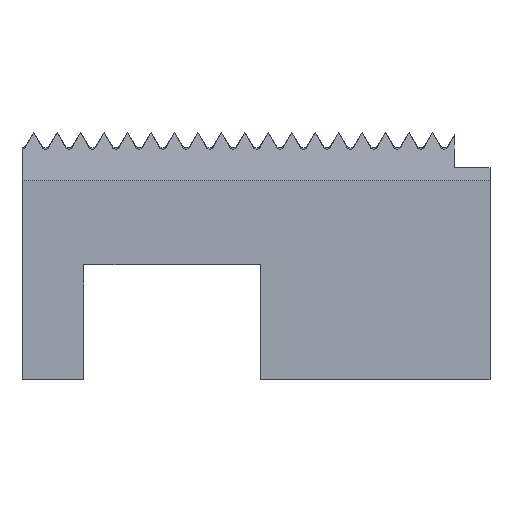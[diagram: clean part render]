
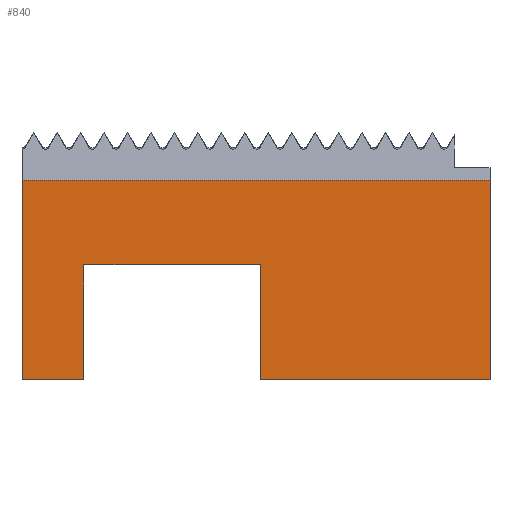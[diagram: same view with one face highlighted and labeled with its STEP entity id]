
A CAD part, top view. The second image highlights one B-rep face of the part: STEP entity #840.
In plain terms, the highlighted planar face has unit normal (0, 0, 1).
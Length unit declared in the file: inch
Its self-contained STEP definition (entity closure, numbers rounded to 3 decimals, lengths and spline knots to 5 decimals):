
#39 = CARTESIAN_POINT ( 'NONE',  ( 0.219, 0., 0.06 ) ) ;
#79 = VECTOR ( 'NONE', #902, 39.37008 ) ;
#144 = DIRECTION ( 'NONE',  ( -1., 0., 0. ) ) ;
#145 = LINE ( 'NONE', #1003, #2718 ) ;
#181 = VERTEX_POINT ( 'NONE', #1612 ) ;
#250 = VECTOR ( 'NONE', #2379, 39.37008 ) ;
#361 = DIRECTION ( 'NONE',  ( 1., 0., 0. ) ) ;
#457 = ORIENTED_EDGE ( 'NONE', *, *, #1495, .T. ) ;
#461 = ORIENTED_EDGE ( 'NONE', *, *, #505, .F. ) ;
#500 = VERTEX_POINT ( 'NONE', #702 ) ;
#505 = EDGE_CURVE ( 'NONE', #500, #1908, #1336, .T. ) ;
#562 = EDGE_CURVE ( 'NONE', #2131, #967, #1389, .T. ) ;
#578 = CARTESIAN_POINT ( 'NONE',  ( 0., 0., 0.06 ) ) ;
#607 = EDGE_LOOP ( 'NONE', ( #2096, #1124, #917, #2597, #872, #457, #461, #2796 ) ) ;
#702 = CARTESIAN_POINT ( 'NONE',  ( 0., 0.70486, 0.06 ) ) ;
#712 = VECTOR ( 'NONE', #2321, 39.37008 ) ;
#780 = EDGE_CURVE ( 'NONE', #2047, #993, #2558, .T. ) ;
#798 = CARTESIAN_POINT ( 'NONE',  ( 0.219, 0., 0.06 ) ) ;
#840 = ADVANCED_FACE ( 'NONE', ( #1652 ), #1032, .F. ) ;
#847 = CARTESIAN_POINT ( 'NONE',  ( 1.656, 0.70486, 0.06 ) ) ;
#872 = ORIENTED_EDGE ( 'NONE', *, *, #990, .T. ) ;
#902 = DIRECTION ( 'NONE',  ( 1., 0., 0. ) ) ;
#917 = ORIENTED_EDGE ( 'NONE', *, *, #780, .F. ) ;
#967 = VERTEX_POINT ( 'NONE', #798 ) ;
#990 = EDGE_CURVE ( 'NONE', #1922, #181, #2559, .T. ) ;
#993 = VERTEX_POINT ( 'NONE', #2313 ) ;
#1003 = CARTESIAN_POINT ( 'NONE',  ( 0.844, 0., 0.06 ) ) ;
#1019 = EDGE_CURVE ( 'NONE', #1922, #2047, #145, .T. ) ;
#1032 = PLANE ( 'NONE',  #1761 ) ;
#1052 = CARTESIAN_POINT ( 'NONE',  ( 0.844, 0.406, 0.06 ) ) ;
#1074 = CARTESIAN_POINT ( 'NONE',  ( 1.656, 0., 0.06 ) ) ;
#1124 = ORIENTED_EDGE ( 'NONE', *, *, #1565, .F. ) ;
#1141 = LINE ( 'NONE', #39, #1539 ) ;
#1179 = VECTOR ( 'NONE', #1850, 39.37008 ) ;
#1196 = DIRECTION ( 'NONE',  ( 1., 0., 0. ) ) ;
#1238 = DIRECTION ( 'NONE',  ( 0., 0., -1. ) ) ;
#1336 = LINE ( 'NONE', #2470, #79 ) ;
#1389 = LINE ( 'NONE', #1433, #2359 ) ;
#1433 = CARTESIAN_POINT ( 'NONE',  ( 0., 0., 0.06 ) ) ;
#1495 = EDGE_CURVE ( 'NONE', #181, #1908, #2194, .T. ) ;
#1539 = VECTOR ( 'NONE', #1587, 39.37008 ) ;
#1565 = EDGE_CURVE ( 'NONE', #993, #967, #1141, .T. ) ;
#1587 = DIRECTION ( 'NONE',  ( 0., -1., 0. ) ) ;
#1612 = CARTESIAN_POINT ( 'NONE',  ( 1.656, 0., 0.06 ) ) ;
#1614 = LINE ( 'NONE', #2490, #712 ) ;
#1652 = FACE_OUTER_BOUND ( 'NONE', #607, .T. ) ;
#1761 = AXIS2_PLACEMENT_3D ( 'NONE', #2527, #1238, #144 ) ;
#1790 = EDGE_CURVE ( 'NONE', #500, #2131, #1614, .T. ) ;
#1850 = DIRECTION ( 'NONE',  ( -1., 0., 0. ) ) ;
#1879 = CARTESIAN_POINT ( 'NONE',  ( 0.219, 0.406, 0.06 ) ) ;
#1908 = VERTEX_POINT ( 'NONE', #847 ) ;
#1922 = VERTEX_POINT ( 'NONE', #2389 ) ;
#2047 = VERTEX_POINT ( 'NONE', #1052 ) ;
#2096 = ORIENTED_EDGE ( 'NONE', *, *, #562, .T. ) ;
#2131 = VERTEX_POINT ( 'NONE', #578 ) ;
#2136 = CARTESIAN_POINT ( 'NONE',  ( 0., 0., 0.06 ) ) ;
#2194 = LINE ( 'NONE', #1074, #250 ) ;
#2313 = CARTESIAN_POINT ( 'NONE',  ( 0.219, 0.406, 0.06 ) ) ;
#2321 = DIRECTION ( 'NONE',  ( 0., -1., 0. ) ) ;
#2359 = VECTOR ( 'NONE', #1196, 39.37008 ) ;
#2379 = DIRECTION ( 'NONE',  ( 0., 1., 0. ) ) ;
#2389 = CARTESIAN_POINT ( 'NONE',  ( 0.844, 0., 0.06 ) ) ;
#2470 = CARTESIAN_POINT ( 'NONE',  ( 0., 0.70486, 0.06 ) ) ;
#2490 = CARTESIAN_POINT ( 'NONE',  ( 0., 0., 0.06 ) ) ;
#2527 = CARTESIAN_POINT ( 'NONE',  ( 0., 0.875, 0.06 ) ) ;
#2558 = LINE ( 'NONE', #1879, #1179 ) ;
#2559 = LINE ( 'NONE', #2136, #2814 ) ;
#2570 = DIRECTION ( 'NONE',  ( 0., 1., 0. ) ) ;
#2597 = ORIENTED_EDGE ( 'NONE', *, *, #1019, .F. ) ;
#2718 = VECTOR ( 'NONE', #2570, 39.37008 ) ;
#2796 = ORIENTED_EDGE ( 'NONE', *, *, #1790, .T. ) ;
#2814 = VECTOR ( 'NONE', #361, 39.37008 ) ;
